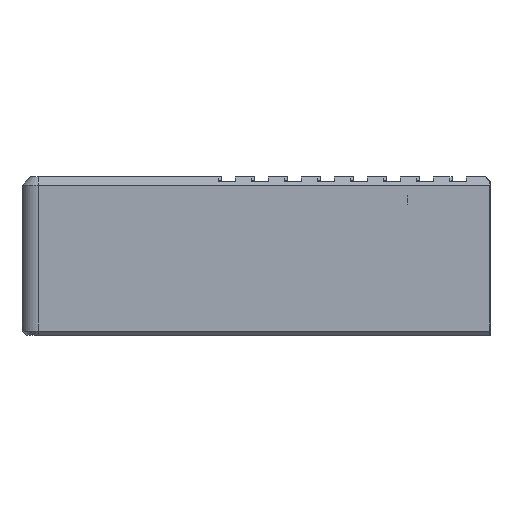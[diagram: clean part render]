
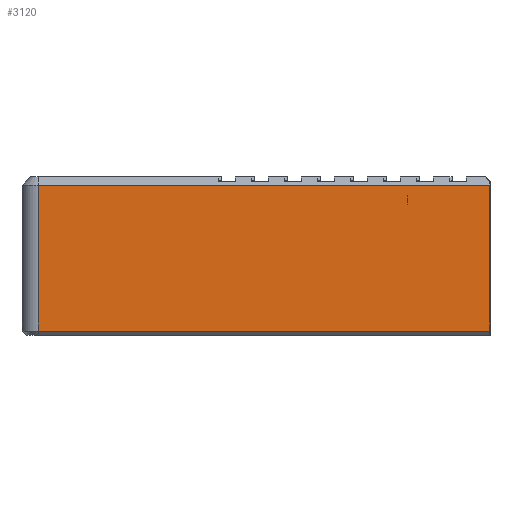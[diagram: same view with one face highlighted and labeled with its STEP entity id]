
A CAD part, left-side view. The second image highlights one B-rep face of the part: STEP entity #3120.
In plain terms, the highlighted planar face has unit normal (-1, 0, 0).
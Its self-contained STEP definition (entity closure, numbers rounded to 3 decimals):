
#994=CARTESIAN_POINT('',(-151.22,54.744,25.3));
#995=VERTEX_POINT('',#994);
#1002=CARTESIAN_POINT('',(-151.22,0.,25.3));
#1003=VERTEX_POINT('',#1002);
#1004=CARTESIAN_POINT('',(-151.22,0.,25.3));
#1005=DIRECTION('',(0.,1.,0.));
#1006=VECTOR('',#1005,54.744);
#1007=LINE('',#1004,#1006);
#1008=EDGE_CURVE('',#1003,#995,#1007,.T.);
#1932=CARTESIAN_POINT('',(-151.22,0.,7.6));
#1933=VERTEX_POINT('',#1932);
#1934=CARTESIAN_POINT('',(-151.22,0.,7.6));
#1935=DIRECTION('',(0.,0.,1.));
#1936=VECTOR('',#1935,17.7);
#1937=LINE('',#1934,#1936);
#1938=EDGE_CURVE('',#1933,#1003,#1937,.T.);
#3097=CARTESIAN_POINT('',(-151.22,30.872,19.));
#3098=DIRECTION('',(1.,0.,0.));
#3099=DIRECTION('',(0.,0.,-1.));
#3100=AXIS2_PLACEMENT_3D('',#3097,#3098,#3099);
#3101=PLANE('',#3100);
#3102=CARTESIAN_POINT('',(-151.22,54.744,7.6));
#3103=VERTEX_POINT('',#3102);
#3104=CARTESIAN_POINT('',(-151.22,54.744,7.6));
#3105=DIRECTION('',(0.,-1.,0.));
#3106=VECTOR('',#3105,54.744);
#3107=LINE('',#3104,#3106);
#3108=EDGE_CURVE('',#3103,#1933,#3107,.T.);
#3109=ORIENTED_EDGE('',*,*,#3108,.T.);
#3110=ORIENTED_EDGE('',*,*,#1938,.T.);
#3111=ORIENTED_EDGE('',*,*,#1008,.T.);
#3112=CARTESIAN_POINT('',(-151.22,54.744,25.3));
#3113=DIRECTION('',(0.,0.,-1.));
#3114=VECTOR('',#3113,17.7);
#3115=LINE('',#3112,#3114);
#3116=EDGE_CURVE('',#995,#3103,#3115,.T.);
#3117=ORIENTED_EDGE('',*,*,#3116,.T.);
#3118=EDGE_LOOP('',(#3109,#3110,#3111,#3117));
#3119=FACE_BOUND('',#3118,.T.);
#3120=ADVANCED_FACE('',(#3119),#3101,.F.);
